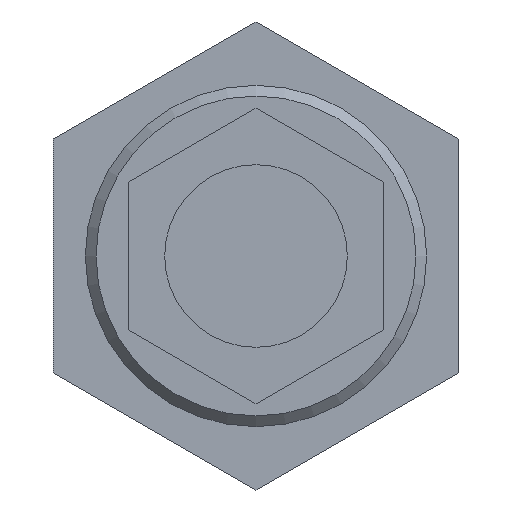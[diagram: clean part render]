
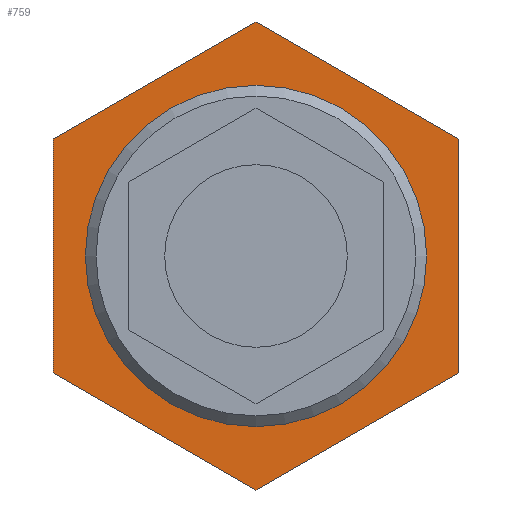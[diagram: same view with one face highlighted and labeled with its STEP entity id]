
A CAD part, left-side view. The second image highlights one B-rep face of the part: STEP entity #759.
In plain terms, the highlighted planar face has unit normal (-1, 0, 0).
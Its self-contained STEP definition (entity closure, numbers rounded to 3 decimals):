
#23=FACE_BOUND('',#98,.T.);
#32=CIRCLE('',#824,8.);
#53=FACE_OUTER_BOUND('',#97,.T.);
#97=EDGE_LOOP('',(#484,#485,#486,#487,#488,#489));
#98=EDGE_LOOP('',(#490));
#153=LINE('',#1114,#233);
#154=LINE('',#1116,#234);
#155=LINE('',#1118,#235);
#156=LINE('',#1120,#236);
#157=LINE('',#1122,#237);
#158=LINE('',#1123,#238);
#233=VECTOR('',#899,10.);
#234=VECTOR('',#900,10.);
#235=VECTOR('',#901,10.);
#236=VECTOR('',#902,10.);
#237=VECTOR('',#903,10.);
#238=VECTOR('',#904,10.);
#314=VERTEX_POINT('',#1112);
#315=VERTEX_POINT('',#1113);
#316=VERTEX_POINT('',#1115);
#317=VERTEX_POINT('',#1117);
#318=VERTEX_POINT('',#1119);
#319=VERTEX_POINT('',#1121);
#320=VERTEX_POINT('',#1124);
#383=EDGE_CURVE('',#314,#315,#153,.T.);
#384=EDGE_CURVE('',#316,#314,#154,.T.);
#385=EDGE_CURVE('',#317,#316,#155,.T.);
#386=EDGE_CURVE('',#318,#317,#156,.T.);
#387=EDGE_CURVE('',#319,#318,#157,.T.);
#388=EDGE_CURVE('',#315,#319,#158,.T.);
#389=EDGE_CURVE('',#320,#320,#32,.T.);
#484=ORIENTED_EDGE('',*,*,#383,.F.);
#485=ORIENTED_EDGE('',*,*,#384,.F.);
#486=ORIENTED_EDGE('',*,*,#385,.F.);
#487=ORIENTED_EDGE('',*,*,#386,.F.);
#488=ORIENTED_EDGE('',*,*,#387,.F.);
#489=ORIENTED_EDGE('',*,*,#388,.F.);
#490=ORIENTED_EDGE('',*,*,#389,.F.);
#680=PLANE('',#823);
#759=ADVANCED_FACE('',(#53,#23),#680,.F.);
#823=AXIS2_PLACEMENT_3D('',#1111,#897,#898);
#824=AXIS2_PLACEMENT_3D('',#1125,#905,#906);
#897=DIRECTION('center_axis',(1.,0.,0.));
#898=DIRECTION('ref_axis',(0.,-0.866,-0.5));
#899=DIRECTION('',(0.,-0.866,0.5));
#900=DIRECTION('',(0.,0.,1.));
#901=DIRECTION('',(0.,0.866,0.5));
#902=DIRECTION('',(0.,0.866,-0.5));
#903=DIRECTION('',(0.,0.,-1.));
#904=DIRECTION('',(0.,-0.866,-0.5));
#905=DIRECTION('center_axis',(-1.,0.,0.));
#906=DIRECTION('ref_axis',(0.,1.,0.));
#1111=CARTESIAN_POINT('Origin',(2.422,0.,
0.));
#1112=CARTESIAN_POINT('',(2.422,9.5,5.485));
#1113=CARTESIAN_POINT('',(2.422,0.,10.97));
#1114=CARTESIAN_POINT('',(2.422,9.5,5.485));
#1115=CARTESIAN_POINT('',(2.422,9.5,-5.485));
#1116=CARTESIAN_POINT('',(2.422,9.5,-5.485));
#1117=CARTESIAN_POINT('',(2.422,0.,-10.97));
#1118=CARTESIAN_POINT('',(2.422,0.,-10.97));
#1119=CARTESIAN_POINT('',(2.422,-9.5,-5.485));
#1120=CARTESIAN_POINT('',(2.422,-9.5,-5.485));
#1121=CARTESIAN_POINT('',(2.422,-9.5,5.485));
#1122=CARTESIAN_POINT('',(2.422,-9.5,5.485));
#1123=CARTESIAN_POINT('',(2.422,0.,10.97));
#1124=CARTESIAN_POINT('',(2.422,-8.,0.));
#1125=CARTESIAN_POINT('Origin',(2.422,0.,0.));
